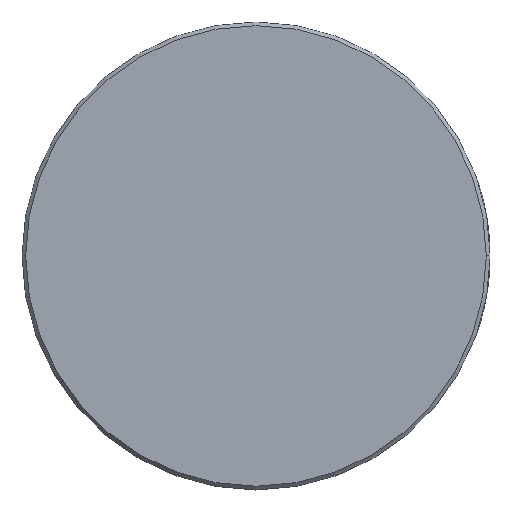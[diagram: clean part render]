
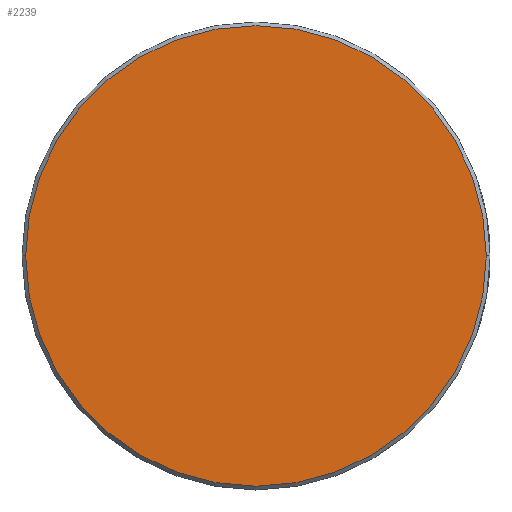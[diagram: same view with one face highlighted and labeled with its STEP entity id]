
A CAD part, top view. The second image highlights one B-rep face of the part: STEP entity #2239.
In plain terms, the highlighted planar face has unit normal (0, 0, 1).
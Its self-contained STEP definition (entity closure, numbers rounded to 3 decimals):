
#14 = CIRCLE ( 'NONE', #448, 12.5 ) ;
#201 = CARTESIAN_POINT ( 'NONE',  ( 0., 0., 1.6 ) ) ;
#211 = VERTEX_POINT ( 'NONE', #1649 ) ;
#389 = DIRECTION ( 'NONE',  ( 1., 0., 0. ) ) ;
#448 = AXIS2_PLACEMENT_3D ( 'NONE', #2013, #921, #2200 ) ;
#510 = DIRECTION ( 'NONE',  ( 1., 0., 0. ) ) ;
#858 = ORIENTED_EDGE ( 'NONE', *, *, #901, .T. ) ;
#901 = EDGE_CURVE ( 'NONE', #211, #1956, #14, .T. ) ;
#921 = DIRECTION ( 'NONE',  ( 0., 0., 1. ) ) ;
#1160 = AXIS2_PLACEMENT_3D ( 'NONE', #1418, #1610, #510 ) ;
#1418 = CARTESIAN_POINT ( 'NONE',  ( 0., 0., 1.6 ) ) ;
#1488 = DIRECTION ( 'NONE',  ( 0., 0., 1. ) ) ;
#1594 = PLANE ( 'NONE',  #1160 ) ;
#1610 = DIRECTION ( 'NONE',  ( 0., 0., 1. ) ) ;
#1649 = CARTESIAN_POINT ( 'NONE',  ( -12.5, 0., 1.6 ) ) ;
#1734 = CARTESIAN_POINT ( 'NONE',  ( 12.5, 0., 1.6 ) ) ;
#1830 = EDGE_CURVE ( 'NONE', #1956, #211, #2372, .T. ) ;
#1956 = VERTEX_POINT ( 'NONE', #1734 ) ;
#1968 = FACE_OUTER_BOUND ( 'NONE', #2092, .T. ) ;
#2013 = CARTESIAN_POINT ( 'NONE',  ( 0., 0., 1.6 ) ) ;
#2092 = EDGE_LOOP ( 'NONE', ( #858, #2264 ) ) ;
#2200 = DIRECTION ( 'NONE',  ( 1., 0., 0. ) ) ;
#2239 = ADVANCED_FACE ( 'NONE', ( #1968 ), #1594, .T. ) ;
#2264 = ORIENTED_EDGE ( 'NONE', *, *, #1830, .T. ) ;
#2330 = AXIS2_PLACEMENT_3D ( 'NONE', #201, #1488, #389 ) ;
#2372 = CIRCLE ( 'NONE', #2330, 12.5 ) ;
